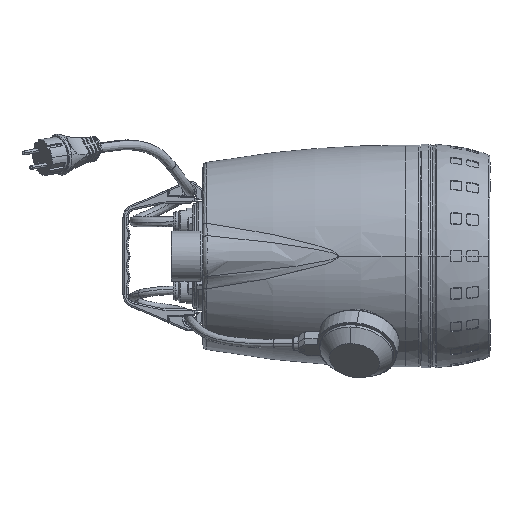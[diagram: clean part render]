
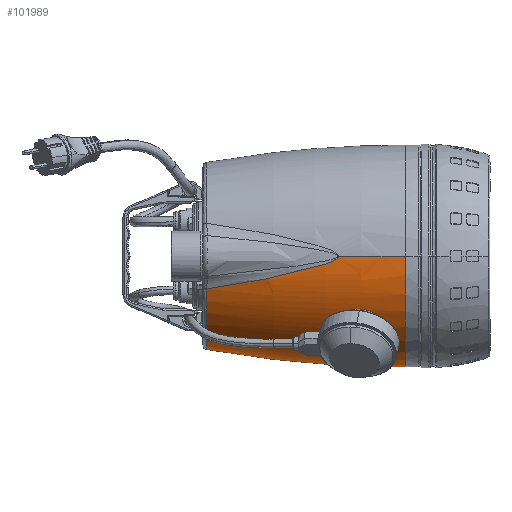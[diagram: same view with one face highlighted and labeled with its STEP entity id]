
A CAD part, left-side view. The second image highlights one B-rep face of the part: STEP entity #101989.
In plain terms, the highlighted toroidal (fillet/blend) face has major radius 1069.78 mm and minor radius 1183.03 mm.
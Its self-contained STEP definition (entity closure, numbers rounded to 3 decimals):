
#3064 = CIRCLE ( 'NONE', #66941, 1183.031 ) ;
#4095 = ORIENTED_EDGE ( 'NONE', *, *, #7028, .F. ) ;
#4700 = VERTEX_POINT ( 'NONE', #8554 ) ;
#5283 = CARTESIAN_POINT ( 'NONE',  ( -20.893, 26.561, 0. ) ) ;
#6699 = EDGE_CURVE ( 'NONE', #13892, #123513, #12887, .T. ) ;
#6721 = DIRECTION ( 'NONE',  ( 0., -1., 0. ) ) ;
#7028 = EDGE_CURVE ( 'NONE', #115971, #53079, #107948, .T. ) ;
#7249 = ORIENTED_EDGE ( 'NONE', *, *, #54770, .F. ) ;
#8027 = CARTESIAN_POINT ( 'NONE',  ( -127.898, 135.924, -15.998 ) ) ;
#8554 = CARTESIAN_POINT ( 'NONE',  ( -132.156, 95.099, 0. ) ) ;
#9930 = CARTESIAN_POINT ( 'NONE',  ( -130.095, 117.448, -11.039 ) ) ;
#12887 = CIRCLE ( 'NONE', #37588, 113.25 ) ;
#13892 = VERTEX_POINT ( 'NONE', #37541 ) ;
#14326 = EDGE_CURVE ( 'NONE', #115971, #123513, #76642, .T. ) ;
#15700 = B_SPLINE_CURVE_WITH_KNOTS ( 'NONE', 3,
 ( #115130, #58396, #47448, #67437, #95823, #86157, #127353, #98333, #97703, #88673, #125443, #39014, #8027, #78365, #29337, #68674, #9930, #36482, #75835, #27432, #17729, #30603, #109871, #78998, #109232, #52547, #41565, #79639, #39634, #91233, #61579, #80917, #71867, #69958, #118915 ),
 .UNSPECIFIED., .F., .F.,
 ( 4, 1, 1, 1, 1, 1, 1, 1, 1, 1, 1, 1, 1, 1, 1, 1, 1, 1, 1, 1, 1, 1, 1, 1, 1, 1, 1, 1, 1, 1, 1, 1, 4 ),
 ( 0., 0.016, 0.032, 0.063, 0.095, 0.127, 0.19, 0.222, 0.253, 0.285, 0.317, 0.348, 0.364, 0.38, 0.395, 0.411, 0.427, 0.434, 0.442, 0.45, 0.458, 0.465, 0.473, 0.477, 0.48, 0.484, 0.488, 0.491, 0.494, 0.496, 0.497, 0.499, 0.5 ),
 .UNSPECIFIED. ) ;
#16103 = CARTESIAN_POINT ( 'NONE',  ( -107.392, 229.415, -41.291 ) ) ;
#17729 = CARTESIAN_POINT ( 'NONE',  ( -131.141, 106.986, -7.664 ) ) ;
#19610 = FACE_OUTER_BOUND ( 'NONE', #64167, .T. ) ;
#19717 = DIRECTION ( 'NONE',  ( 0., 1., 0. ) ) ;
#24546 = CARTESIAN_POINT ( 'NONE',  ( -37.048, 229.415, -94.847 ) ) ;
#26465 = CARTESIAN_POINT ( 'NONE',  ( -53.219, 229.415, -90.619 ) ) ;
#27432 = CARTESIAN_POINT ( 'NONE',  ( -130.945, 109.054, -8.388 ) ) ;
#29337 = CARTESIAN_POINT ( 'NONE',  ( -129.137, 125.945, -13.418 ) ) ;
#30603 = CARTESIAN_POINT ( 'NONE',  ( -131.329, 104.94, -6.903 ) ) ;
#34262 = CARTESIAN_POINT ( 'NONE',  ( 73.51, 229.415, -16.589 ) ) ;
#34878 = CARTESIAN_POINT ( 'NONE',  ( 27.505, 229.415, -83.154 ) ) ;
#36482 = CARTESIAN_POINT ( 'NONE',  ( -130.462, 113.933, -9.975 ) ) ;
#37174 = ORIENTED_EDGE ( 'NONE', *, *, #6699, .F. ) ;
#37541 = CARTESIAN_POINT ( 'NONE',  ( -134.143, 26.561, 0. ) ) ;
#37588 = AXIS2_PLACEMENT_3D ( 'NONE', #5283, #55657, #85307 ) ;
#39014 = CARTESIAN_POINT ( 'NONE',  ( -126.935, 143.078, -17.74 ) ) ;
#39634 = CARTESIAN_POINT ( 'NONE',  ( -132.049, 96.465, -2.477 ) ) ;
#40355 = DIRECTION ( 'NONE',  ( 0., 0., -1. ) ) ;
#41565 = CARTESIAN_POINT ( 'NONE',  ( -131.915, 98.127, -3.694 ) ) ;
#43932 = CARTESIAN_POINT ( 'NONE',  ( 74.594, 229.415, -8.326 ) ) ;
#44566 = CARTESIAN_POINT ( 'NONE',  ( -20.388, 229.415, -96.211 ) ) ;
#45822 = CARTESIAN_POINT ( 'NONE',  ( -98.94, 229.415, -55.638 ) ) ;
#47448 = CARTESIAN_POINT ( 'NONE',  ( -111.548, 225.092, -33.006 ) ) ;
#52547 = CARTESIAN_POINT ( 'NONE',  ( -131.84, 99.037, -4.23 ) ) ;
#53079 = VERTEX_POINT ( 'NONE', #71977 ) ;
#54770 = EDGE_CURVE ( 'NONE', #4700, #13892, #3064, .T. ) ;
#55518 = CARTESIAN_POINT ( 'NONE',  ( 68.384, 229.415, -35.321 ) ) ;
#55657 = DIRECTION ( 'NONE',  ( 0., -1., 0. ) ) ;
#57747 = DIRECTION ( 'NONE',  ( 1., 0., 0. ) ) ;
#58396 = CARTESIAN_POINT ( 'NONE',  ( -110.877, 227.974, -33.39 ) ) ;
#61579 = CARTESIAN_POINT ( 'NONE',  ( -132.125, 95.497, -1.335 ) ) ;
#63926 = CARTESIAN_POINT ( 'NONE',  ( -82.176, 229.415, -74.171 ) ) ;
#64167 = EDGE_LOOP ( 'NONE', ( #7249, #106049, #4095, #118656, #37174 ) ) ;
#65385 = CARTESIAN_POINT ( 'NONE',  ( 74.836, 229.415, 0. ) ) ;
#66941 = AXIS2_PLACEMENT_3D ( 'NONE', #75872, #115161, #95855 ) ;
#67437 = CARTESIAN_POINT ( 'NONE',  ( -112.866, 219.327, -32.205 ) ) ;
#68674 = CARTESIAN_POINT ( 'NONE',  ( -129.629, 121.688, -12.253 ) ) ;
#69958 = CARTESIAN_POINT ( 'NONE',  ( -132.156, 95.099, -0.153 ) ) ;
#71867 = CARTESIAN_POINT ( 'NONE',  ( -132.153, 95.133, -0.466 ) ) ;
#71977 = CARTESIAN_POINT ( 'NONE',  ( -110.539, 229.415, -33.578 ) ) ;
#72445 = AXIS2_PLACEMENT_3D ( 'NONE', #107318, #6721, #57747 ) ;
#72943 = CARTESIAN_POINT ( 'NONE',  ( 52.954, 229.415, -61.672 ) ) ;
#75835 = CARTESIAN_POINT ( 'NONE',  ( -130.742, 111.137, -9.082 ) ) ;
#75872 = CARTESIAN_POINT ( 'NONE',  ( 1048.888, 26.561, 0. ) ) ;
#76642 = CIRCLE ( 'NONE', #96962, 1183.031 ) ;
#78365 = CARTESIAN_POINT ( 'NONE',  ( -128.62, 130.215, -14.544 ) ) ;
#78998 = CARTESIAN_POINT ( 'NONE',  ( -131.653, 101.269, -5.363 ) ) ;
#79639 = CARTESIAN_POINT ( 'NONE',  ( -131.985, 97.262, -3.114 ) ) ;
#80917 = CARTESIAN_POINT ( 'NONE',  ( -132.142, 95.277, -0.913 ) ) ;
#82632 = CARTESIAN_POINT ( 'NONE',  ( 74.836, 229.415, -2.774 ) ) ;
#83260 = CARTESIAN_POINT ( 'NONE',  ( -103.479, 229.415, -48.648 ) ) ;
#85307 = DIRECTION ( 'NONE',  ( 1., 0., 0. ) ) ;
#86157 = CARTESIAN_POINT ( 'NONE',  ( -116.318, 203.476, -29.778 ) ) ;
#88673 = CARTESIAN_POINT ( 'NONE',  ( -124.342, 160.295, -21.619 ) ) ;
#89396 = CARTESIAN_POINT ( 'NONE',  ( -1090.673, 26.561, 0. ) ) ;
#91233 = CARTESIAN_POINT ( 'NONE',  ( -132.095, 95.877, -1.874 ) ) ;
#91245 = TOROIDAL_SURFACE ( 'NONE', #72445, -1069.781, 1183.031 ) ;
#92932 = CARTESIAN_POINT ( 'NONE',  ( -110.539, 229.415, -33.578 ) ) ;
#93567 = CARTESIAN_POINT ( 'NONE',  ( -92.108, 229.415, -64.392 ) ) ;
#94827 = CARTESIAN_POINT ( 'NONE',  ( 12.382, 229.415, -90.275 ) ) ;
#95823 = CARTESIAN_POINT ( 'NONE',  ( -114.469, 212.122, -31.144 ) ) ;
#95855 = DIRECTION ( 'NONE',  ( 1., 0., 0. ) ) ;
#96962 = AXIS2_PLACEMENT_3D ( 'NONE', #89396, #40355, #19717 ) ;
#97703 = CARTESIAN_POINT ( 'NONE',  ( -122.909, 168.92, -23.424 ) ) ;
#98333 = CARTESIAN_POINT ( 'NONE',  ( -120.88, 180.432, -25.716 ) ) ;
#101989 = ADVANCED_FACE ( 'NONE', ( #19610 ), #91245, .T. ) ;
#102568 = CARTESIAN_POINT ( 'NONE',  ( 62.513, 229.415, -47.962 ) ) ;
#103823 = CARTESIAN_POINT ( 'NONE',  ( -68.416, 229.415, -83.656 ) ) ;
#106049 = ORIENTED_EDGE ( 'NONE', *, *, #115753, .F. ) ;
#107318 = CARTESIAN_POINT ( 'NONE',  ( -20.893, 26.561, 0. ) ) ;
#107948 = B_SPLINE_CURVE_WITH_KNOTS ( 'NONE', 3,
 ( #124448, #82632, #43932, #34262, #123809, #55518, #102568, #72943, #114769, #34878, #94827, #112862, #44566, #24546, #26465, #103823, #63926, #93567, #45822, #83260, #16103, #122560, #92932 ),
 .UNSPECIFIED., .F., .F.,
 ( 4, 1, 1, 1, 1, 1, 1, 1, 1, 1, 1, 1, 1, 1, 1, 1, 1, 1, 1, 1, 4 ),
 ( 0., 0.031, 0.063, 0.094, 0.125, 0.188, 0.25, 0.313, 0.375, 0.438, 0.5, 0.562, 0.625, 0.687, 0.75, 0.812, 0.875, 0.906, 0.937, 0.969, 1. ),
 .UNSPECIFIED. ) ;
#109232 = CARTESIAN_POINT ( 'NONE',  ( -131.762, 99.979, -4.731 ) ) ;
#109871 = CARTESIAN_POINT ( 'NONE',  ( -131.51, 102.921, -6.094 ) ) ;
#112862 = CARTESIAN_POINT ( 'NONE',  ( -3.744, 229.415, -94.672 ) ) ;
#114769 = CARTESIAN_POINT ( 'NONE',  ( 41.166, 229.415, -73.523 ) ) ;
#115130 = CARTESIAN_POINT ( 'NONE',  ( -110.539, 229.415, -33.578 ) ) ;
#115161 = DIRECTION ( 'NONE',  ( 0., 0., 1. ) ) ;
#115418 = CARTESIAN_POINT ( 'NONE',  ( 92.357, 26.561, 0. ) ) ;
#115753 = EDGE_CURVE ( 'NONE', #53079, #4700, #15700, .T. ) ;
#115971 = VERTEX_POINT ( 'NONE', #65385 ) ;
#118656 = ORIENTED_EDGE ( 'NONE', *, *, #14326, .T. ) ;
#118915 = CARTESIAN_POINT ( 'NONE',  ( -132.156, 95.099, 0. ) ) ;
#122560 = CARTESIAN_POINT ( 'NONE',  ( -109.566, 229.415, -36.176 ) ) ;
#123513 = VERTEX_POINT ( 'NONE', #115418 ) ;
#123809 = CARTESIAN_POINT ( 'NONE',  ( 71.712, 229.415, -24.727 ) ) ;
#124448 = CARTESIAN_POINT ( 'NONE',  ( 74.836, 229.415, 0. ) ) ;
#125443 = CARTESIAN_POINT ( 'NONE',  ( -125.685, 151.68, -19.726 ) ) ;
#127353 = CARTESIAN_POINT ( 'NONE',  ( -118.679, 191.952, -27.836 ) ) ;
